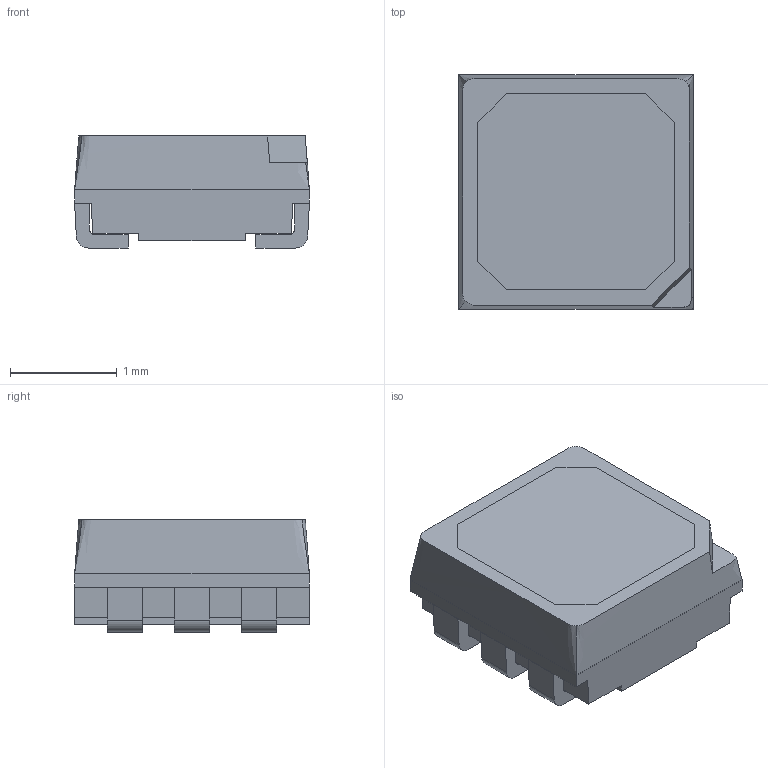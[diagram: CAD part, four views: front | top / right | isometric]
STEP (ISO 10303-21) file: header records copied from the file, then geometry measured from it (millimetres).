
FILE_DESCRIPTION(/* description */ (''),/* implementation_level */ '2;1');
FILE_NAME(/* name */ 'WS2816C-2121.step',/* time_stamp */ '2024-11-17T14:52:07-08:00',/* author */ (''),/* organization */ (''),/* preprocessor_version */ 'ST-DEVELOPER v20',/* originating_system */ 'Autodesk Translation Framework v13.20.0.188',/* authorisation */ '');
FILE_SCHEMA (('AUTOMOTIVE_DESIGN { 1 0 10303 214 3 1 1 }'));
Length unit declared in the file: millimetre
Products named in the file (1): WS2816C-2121
Bounding box: 2.2 x 2.2 x 1.05 mm (x, y, z)
Volume: 3.9 mm3; surface area: 30.4 mm2
Topology: 8 solids, 8 shells, 101 faces, 245 edges, 162 vertices
Faces by surface type: plane 76, cylinder 13, bspline 12
Full cylindrical faces by diameter (mm): 0.71 x1
Entity records: 3210 total; most frequent: CARTESIAN_POINT 827, ORIENTED_EDGE 490, DIRECTION 435, EDGE_CURVE 245, LINE 203, VECTOR 203, VERTEX_POINT 162, AXIS2_PLACEMENT_3D 116
